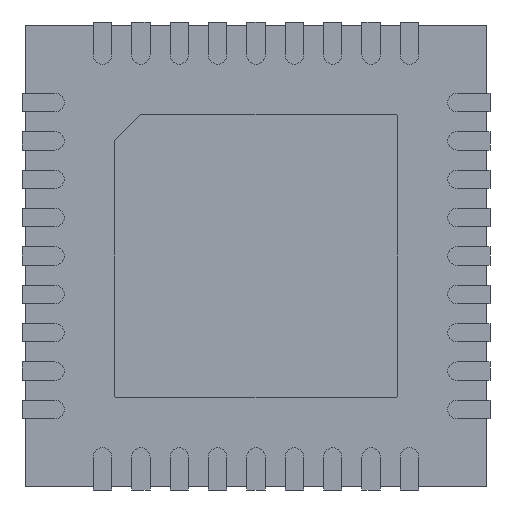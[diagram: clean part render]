
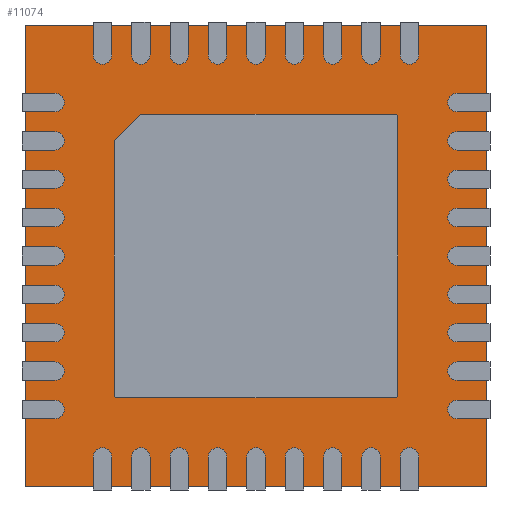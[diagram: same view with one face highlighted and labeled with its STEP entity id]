
A CAD part, front view. The second image highlights one B-rep face of the part: STEP entity #11074.
In plain terms, the highlighted planar face has unit normal (0, -1, 0).
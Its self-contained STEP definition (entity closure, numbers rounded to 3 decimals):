
#10848 = CARTESIAN_POINT ( 'NONE',  ( -3., 0.05, -3. ) ) ;
#10849 = VERTEX_POINT ( 'NONE', #10848 ) ;
#10850 = CARTESIAN_POINT ( 'NONE',  ( -3., 0.05, 3. ) ) ;
#10851 = VERTEX_POINT ( 'NONE', #10850 ) ;
#10852 = CARTESIAN_POINT ( 'NONE',  ( -3., 0.05, 3. ) ) ;
#10853 = DIRECTION ( 'NONE',  ( 0., 0., 1. ) ) ;
#10854 = VECTOR ( 'NONE', #10853, 1000. ) ;
#10855 = LINE ( 'NONE', #10852, #10854 ) ;
#10856 = EDGE_CURVE ( 'NONE', #10849, #10851, #10855, .T. ) ;
#10888 = CARTESIAN_POINT ( 'NONE',  ( 3., 0.05, 3. ) ) ;
#10889 = VERTEX_POINT ( 'NONE', #10888 ) ;
#10890 = CARTESIAN_POINT ( 'NONE',  ( 3., 0.05, 3. ) ) ;
#10891 = DIRECTION ( 'NONE',  ( 1., 0., 0. ) ) ;
#10892 = VECTOR ( 'NONE', #10891, 1000. ) ;
#10893 = LINE ( 'NONE', #10890, #10892 ) ;
#10894 = EDGE_CURVE ( 'NONE', #10851, #10889, #10893, .T. ) ;
#10919 = CARTESIAN_POINT ( 'NONE',  ( 3., 0.05, -3. ) ) ;
#10920 = VERTEX_POINT ( 'NONE', #10919 ) ;
#10921 = CARTESIAN_POINT ( 'NONE',  ( 3., 0.05, 3. ) ) ;
#10922 = DIRECTION ( 'NONE',  ( 0., 0., -1. ) ) ;
#10923 = VECTOR ( 'NONE', #10922, 1000. ) ;
#10924 = LINE ( 'NONE', #10921, #10923 ) ;
#10925 = EDGE_CURVE ( 'NONE', #10889, #10920, #10924, .T. ) ;
#10950 = CARTESIAN_POINT ( 'NONE',  ( 3., 0.05, -3. ) ) ;
#10951 = DIRECTION ( 'NONE',  ( -1., 0., 0. ) ) ;
#10952 = VECTOR ( 'NONE', #10951, 1000. ) ;
#10953 = LINE ( 'NONE', #10950, #10952 ) ;
#10954 = EDGE_CURVE ( 'NONE', #10920, #10849, #10953, .T. ) ;
#10994 = CARTESIAN_POINT ( 'NONE',  ( 1.85, 0.05, -1.8 ) ) ;
#10995 = VERTEX_POINT ( 'NONE', #10994 ) ;
#10996 = CARTESIAN_POINT ( 'NONE',  ( 1.85, 0.05, 1.8 ) ) ;
#10997 = VERTEX_POINT ( 'NONE', #10996 ) ;
#10998 = CARTESIAN_POINT ( 'NONE',  ( 1.85, 0.05, -1.85 ) ) ;
#10999 = DIRECTION ( 'NONE',  ( 0., 0., 1. ) ) ;
#11000 = VECTOR ( 'NONE', #10999, 1000. ) ;
#11001 = LINE ( 'NONE', #10998, #11000 ) ;
#11002 = EDGE_CURVE ( 'NONE', #10995, #10997, #11001, .T. ) ;
#11003 = ORIENTED_EDGE ( 'NONE', *, *, #11002, .F. ) ;
#11004 = CARTESIAN_POINT ( 'NONE',  ( 1.8, 0.05, -1.85 ) ) ;
#11005 = VERTEX_POINT ( 'NONE', #11004 ) ;
#11006 = CARTESIAN_POINT ( 'NONE',  ( 1.8, 0.05, -1.8 ) ) ;
#11007 = DIRECTION ( 'NONE',  ( 0., 1., 0. ) ) ;
#11008 = DIRECTION ( 'NONE',  ( 0., 0., -1. ) ) ;
#11009 = AXIS2_PLACEMENT_3D ( 'NONE', #11006, #11007, #11008 ) ;
#11010 = CIRCLE ( 'NONE', #11009, 0.05) ;
#11011 = EDGE_CURVE ( 'NONE', #10995, #11005, #11010, .T. ) ;
#11012 = ORIENTED_EDGE ( 'NONE', *, *, #11011, .T. ) ;
#11013 = CARTESIAN_POINT ( 'NONE',  ( -1.8, 0.05, -1.85 ) ) ;
#11014 = VERTEX_POINT ( 'NONE', #11013 ) ;
#11015 = CARTESIAN_POINT ( 'NONE',  ( -1.85, 0.05, -1.85 ) ) ;
#11016 = DIRECTION ( 'NONE',  ( 1., 0., 0. ) ) ;
#11017 = VECTOR ( 'NONE', #11016, 1000. ) ;
#11018 = LINE ( 'NONE', #11015, #11017 ) ;
#11019 = EDGE_CURVE ( 'NONE', #11014, #11005, #11018, .T. ) ;
#11020 = ORIENTED_EDGE ( 'NONE', *, *, #11019, .F. ) ;
#11021 = CARTESIAN_POINT ( 'NONE',  ( -1.85, 0.05, -1.8 ) ) ;
#11022 = VERTEX_POINT ( 'NONE', #11021 ) ;
#11023 = CARTESIAN_POINT ( 'NONE',  ( -1.8, 0.05, -1.8 ) ) ;
#11024 = DIRECTION ( 'NONE',  ( 0., 1., 0. ) ) ;
#11025 = DIRECTION ( 'NONE',  ( 0., 0., -1. ) ) ;
#11026 = AXIS2_PLACEMENT_3D ( 'NONE', #11023, #11024, #11025 ) ;
#11027 = CIRCLE ( 'NONE', #11026, 0.05) ;
#11028 = EDGE_CURVE ( 'NONE', #11014, #11022, #11027, .T. ) ;
#11029 = ORIENTED_EDGE ( 'NONE', *, *, #11028, .T. ) ;
#11030 = CARTESIAN_POINT ( 'NONE',  ( -1.85, 0.05, 1.5 ) ) ;
#11031 = VERTEX_POINT ( 'NONE', #11030 ) ;
#11032 = CARTESIAN_POINT ( 'NONE',  ( -1.85, 0.05, -1.85 ) ) ;
#11033 = DIRECTION ( 'NONE',  ( 0., 0., -1. ) ) ;
#11034 = VECTOR ( 'NONE', #11033, 1000. ) ;
#11035 = LINE ( 'NONE', #11032, #11034 ) ;
#11036 = EDGE_CURVE ( 'NONE', #11031, #11022, #11035, .T. ) ;
#11037 = ORIENTED_EDGE ( 'NONE', *, *, #11036, .F. ) ;
#11038 = CARTESIAN_POINT ( 'NONE',  ( -1.5, 0.05, 1.85 ) ) ;
#11039 = VERTEX_POINT ( 'NONE', #11038 ) ;
#11040 = CARTESIAN_POINT ( 'NONE',  ( -1.85, 0.05, 1.5 ) ) ;
#11041 = DIRECTION ( 'NONE',  ( 0.707, 0., 0.707 ) ) ;
#11042 = VECTOR ( 'NONE', #11041, 1000. ) ;
#11043 = LINE ( 'NONE', #11040, #11042 ) ;
#11044 = EDGE_CURVE ( 'NONE', #11031, #11039, #11043, .T. ) ;
#11045 = ORIENTED_EDGE ( 'NONE', *, *, #11044, .T. ) ;
#11046 = CARTESIAN_POINT ( 'NONE',  ( 1.8, 0.05, 1.85 ) ) ;
#11047 = VERTEX_POINT ( 'NONE', #11046 ) ;
#11048 = CARTESIAN_POINT ( 'NONE',  ( -1.85, 0.05, 1.85 ) ) ;
#11049 = DIRECTION ( 'NONE',  ( -1., 0., 0. ) ) ;
#11050 = VECTOR ( 'NONE', #11049, 1000. ) ;
#11051 = LINE ( 'NONE', #11048, #11050 ) ;
#11052 = EDGE_CURVE ( 'NONE', #11047, #11039, #11051, .T. ) ;
#11053 = ORIENTED_EDGE ( 'NONE', *, *, #11052, .F. ) ;
#11054 = CARTESIAN_POINT ( 'NONE',  ( 1.8, 0.05, 1.8 ) ) ;
#11055 = DIRECTION ( 'NONE',  ( 0., 1., 0. ) ) ;
#11056 = DIRECTION ( 'NONE',  ( 0., 0., -1. ) ) ;
#11057 = AXIS2_PLACEMENT_3D ( 'NONE', #11054, #11055, #11056 ) ;
#11058 = CIRCLE ( 'NONE', #11057, 0.05) ;
#11059 = EDGE_CURVE ( 'NONE', #11047, #10997, #11058, .T. ) ;
#11060 = ORIENTED_EDGE ( 'NONE', *, *, #11059, .T. ) ;
#11061 = EDGE_LOOP ( 'NONE', ( #11003, #11012, #11020, #11029, #11037, #11045, #11053, #11060 ) ) ;
#11062 = FACE_BOUND ( 'NONE', #11061, .T. ) ;
#11063 = ORIENTED_EDGE ( 'NONE', *, *, #10856, .F. ) ;
#11064 = ORIENTED_EDGE ( 'NONE', *, *, #10954, .F. ) ;
#11065 = ORIENTED_EDGE ( 'NONE', *, *, #10925, .F. ) ;
#11066 = ORIENTED_EDGE ( 'NONE', *, *, #10894, .F. ) ;
#11067 = EDGE_LOOP ( 'NONE', ( #11063, #11064, #11065, #11066 ) ) ;
#11068 = FACE_OUTER_BOUND ( 'NONE', #11067, .T. ) ;
#11069 = CARTESIAN_POINT ( 'NONE',  ( 0., 0.05, 0. ) ) ;
#11070 = DIRECTION ( 'NONE',  ( 0., 1., 0. ) ) ;
#11071 = DIRECTION ( 'NONE',  ( 0., 0., 1. ) ) ;
#11072 = AXIS2_PLACEMENT_3D ( 'NONE', #11069, #11070, #11071 ) ;
#11073 = PLANE ( 'NONE', #11072 ) ;
#11074 = ADVANCED_FACE ( 'NONE', ( #11062, #11068 ), #11073, .F. ) ;
